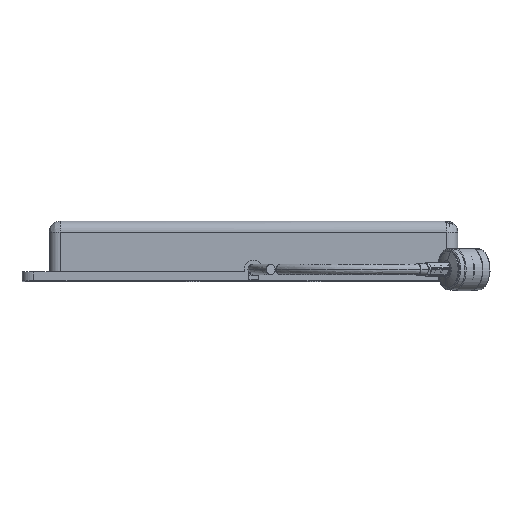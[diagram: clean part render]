
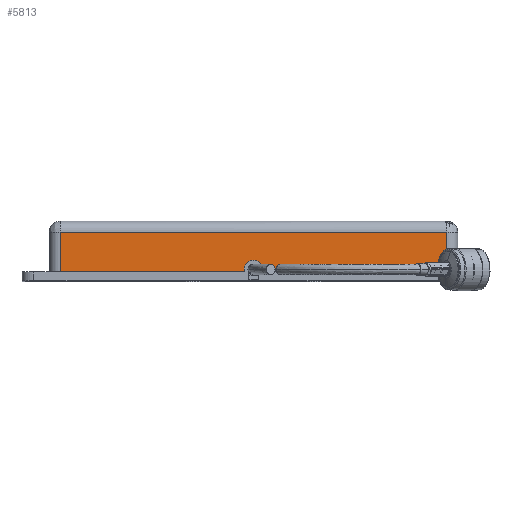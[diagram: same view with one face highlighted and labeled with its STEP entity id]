
A CAD part, top view. The second image highlights one B-rep face of the part: STEP entity #5813.
In plain terms, the highlighted face is planar.
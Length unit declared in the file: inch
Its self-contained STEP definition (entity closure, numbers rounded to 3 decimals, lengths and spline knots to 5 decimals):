
#1057 = CARTESIAN_POINT ( 'NONE',  ( 22.80271, 16.96078, -0.08 ) ) ;
#1066 = DIRECTION ( 'NONE',  ( 1., 0., 0. ) ) ;
#1234 = CARTESIAN_POINT ( 'NONE',  ( 15.34771, 16.96078, -0.1165 ) ) ;
#1241 = DIRECTION ( 'NONE',  ( 0., 0., -1. ) ) ;
#1518 = DIRECTION ( 'NONE',  ( 1., 0., 0. ) ) ;
#1519 = CARTESIAN_POINT ( 'NONE',  ( 22.80271, 16.96078, 0.65 ) ) ;
#4684 = PLANE ( 'NONE',  #10908 ) ;
#4712 = CARTESIAN_POINT ( 'NONE',  ( 22.80271, 16.96078, -0.1165 ) ) ;
#4716 = DIRECTION ( 'NONE',  ( 0., -1., 0. ) ) ;
#4719 = DIRECTION ( 'NONE',  ( 0., 0., -1. ) ) ;
#5813 = ADVANCED_FACE ( 'NONE', ( #16988 ), #4684, .T. ) ;
#6628 = VERTEX_POINT ( 'NONE', #21722 ) ;
#6673 = VERTEX_POINT ( 'NONE', #21767 ) ;
#6711 = VERTEX_POINT ( 'NONE', #21805 ) ;
#6755 = VERTEX_POINT ( 'NONE', #21849 ) ;
#6848 = VERTEX_POINT ( 'NONE', #22755 ) ;
#9537 = VERTEX_POINT ( 'NONE', #23038 ) ;
#9954 = VERTEX_POINT ( 'NONE', #23390 ) ;
#9958 = VERTEX_POINT ( 'NONE', #23399 ) ;
#10072 = VERTEX_POINT ( 'NONE', #23541 ) ;
#10259 = ORIENTED_EDGE ( 'NONE', *, *, #22634, .T. ) ;
#10261 = ORIENTED_EDGE ( 'NONE', *, *, #22586, .T. ) ;
#10267 = ORIENTED_EDGE ( 'NONE', *, *, #23661, .F. ) ;
#10273 = ORIENTED_EDGE ( 'NONE', *, *, #22277, .T. ) ;
#10275 = ORIENTED_EDGE ( 'NONE', *, *, #22795, .T. ) ;
#10277 = ORIENTED_EDGE ( 'NONE', *, *, #23621, .F. ) ;
#10283 = ORIENTED_EDGE ( 'NONE', *, *, #22806, .T. ) ;
#10284 = ORIENTED_EDGE ( 'NONE', *, *, #22346, .F. ) ;
#10290 = ORIENTED_EDGE ( 'NONE', *, *, #22714, .F. ) ;
#10908 = AXIS2_PLACEMENT_3D ( 'NONE', #4712, #4716, #4719 ) ;
#13086 = AXIS2_PLACEMENT_3D ( 'NONE', #24004, #24005, #24006 ) ;
#13307 = AXIS2_PLACEMENT_3D ( 'NONE', #15689, #15691, #15693 ) ;
#15689 = CARTESIAN_POINT ( 'NONE',  ( 18.89771, 16.96078, -0.04 ) ) ;
#15691 = DIRECTION ( 'NONE',  ( 0., 1., 0. ) ) ;
#15693 = DIRECTION ( 'NONE',  ( 0., 0., 1. ) ) ;
#15715 = CARTESIAN_POINT ( 'NONE',  ( 22.80271, 16.96078, -0.08 ) ) ;
#15719 = DIRECTION ( 'NONE',  ( 1., 0., 0. ) ) ;
#16988 = FACE_OUTER_BOUND ( 'NONE', #19639, .T. ) ;
#17177 = CARTESIAN_POINT ( 'NONE',  ( 19.06771, 16.96078, -0.038 ) ) ;
#17178 = DIRECTION ( 'NONE',  ( 0., 0., 1. ) ) ;
#17235 = CARTESIAN_POINT ( 'NONE',  ( 18.72771, 16.96078, -0.082 ) ) ;
#17236 = DIRECTION ( 'NONE',  ( 0., 0., -1. ) ) ;
#18168 = LINE ( 'NONE', #1057, #18181 ) ;
#18181 = VECTOR ( 'NONE', #1066, 39.37008 ) ;
#18273 = LINE ( 'NONE', #1234, #18279 ) ;
#18279 = VECTOR ( 'NONE', #1241, 39.37008 ) ;
#18436 = LINE ( 'NONE', #1519, #18438 ) ;
#18438 = VECTOR ( 'NONE', #1518, 39.37008 ) ;
#18501 = CIRCLE ( 'NONE', #13307, 0.17 ) ;
#18513 = LINE ( 'NONE', #15715, #18518 ) ;
#18518 = VECTOR ( 'NONE', #15719, 39.37008 ) ;
#19052 = LINE ( 'NONE', #17177, #19055 ) ;
#19055 = VECTOR ( 'NONE', #17178, 39.37008 ) ;
#19084 = LINE ( 'NONE', #17235, #19086 ) ;
#19086 = VECTOR ( 'NONE', #17236, 39.37008 ) ;
#19639 = EDGE_LOOP ( 'NONE', ( #10259, #10261, #10267, #10273, #10275, #10277, #10283, #10284, #10290 ) ) ;
#20217 = CIRCLE ( 'NONE', #13086, 0.17 ) ;
#20354 = LINE ( 'NONE', #24209, #20359 ) ;
#20359 = VECTOR ( 'NONE', #24206, 39.37008 ) ;
#21722 = CARTESIAN_POINT ( 'NONE',  ( 15.34771, 16.96078, -0.08 ) ) ;
#21767 = CARTESIAN_POINT ( 'NONE',  ( 18.72771, 16.96078, -0.08 ) ) ;
#21805 = CARTESIAN_POINT ( 'NONE',  ( 22.44771, 16.96078, 0.65 ) ) ;
#21849 = CARTESIAN_POINT ( 'NONE',  ( 22.44771, 16.96078, -0.08 ) ) ;
#22277 = EDGE_CURVE ( 'NONE', #9954, #9958, #20217, .T. ) ;
#22346 = EDGE_CURVE ( 'NONE', #6711, #6755, #20354, .T. ) ;
#22586 = EDGE_CURVE ( 'NONE', #6628, #6673, #18168, .T. ) ;
#22634 = EDGE_CURVE ( 'NONE', #6848, #6628, #18273, .T. ) ;
#22714 = EDGE_CURVE ( 'NONE', #6848, #6711, #18436, .T. ) ;
#22755 = CARTESIAN_POINT ( 'NONE',  ( 15.34771, 16.96078, 0.65 ) ) ;
#22795 = EDGE_CURVE ( 'NONE', #9958, #9537, #18501, .T. ) ;
#22806 = EDGE_CURVE ( 'NONE', #10072, #6755, #18513, .T. ) ;
#23038 = CARTESIAN_POINT ( 'NONE',  ( 19.06771, 16.96078, -0.04 ) ) ;
#23390 = CARTESIAN_POINT ( 'NONE',  ( 18.72771, 16.96078, -0.04 ) ) ;
#23399 = CARTESIAN_POINT ( 'NONE',  ( 18.89771, 16.96078, 0.13 ) ) ;
#23541 = CARTESIAN_POINT ( 'NONE',  ( 19.06771, 16.96078, -0.08 ) ) ;
#23621 = EDGE_CURVE ( 'NONE', #10072, #9537, #19052, .T. ) ;
#23661 = EDGE_CURVE ( 'NONE', #9954, #6673, #19084, .T. ) ;
#24004 = CARTESIAN_POINT ( 'NONE',  ( 18.89771, 16.96078, -0.04 ) ) ;
#24005 = DIRECTION ( 'NONE',  ( 0., 1., 0. ) ) ;
#24006 = DIRECTION ( 'NONE',  ( 0., 0., 1. ) ) ;
#24206 = DIRECTION ( 'NONE',  ( 0., 0., -1. ) ) ;
#24209 = CARTESIAN_POINT ( 'NONE',  ( 22.44771, 16.96078, -0.1165 ) ) ;
